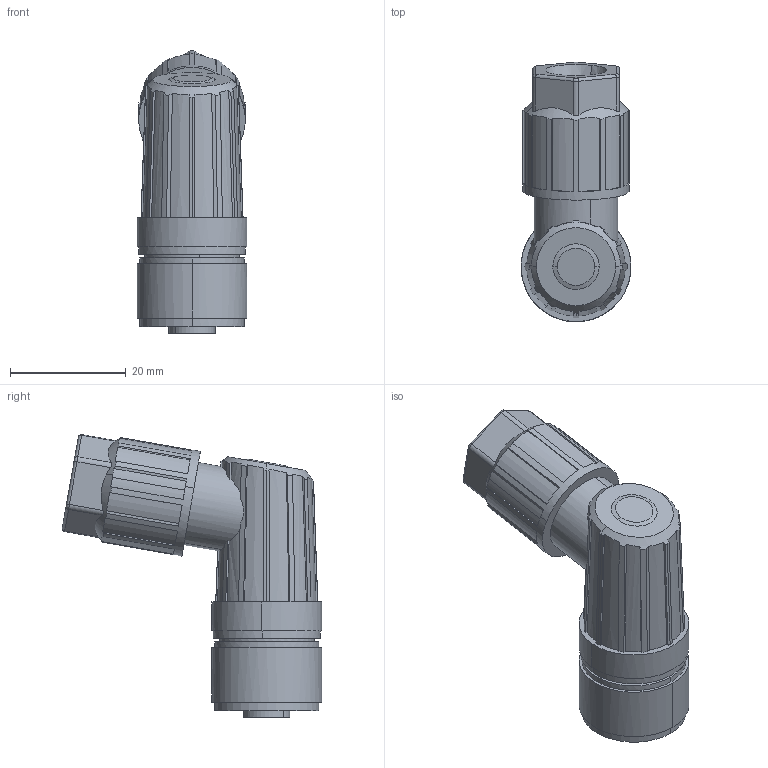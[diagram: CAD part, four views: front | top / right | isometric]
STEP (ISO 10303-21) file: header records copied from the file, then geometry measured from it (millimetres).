
FILE_DESCRIPTION(('CATIA V5 STEP Exchange','CAx-IF Rec.Pracs.--- Model Styling and Organization---1.4--- 2014-01-23'),'2;1');
FILE_NAME ('1142469-3_0', '2020-05-13T08:21:06+00:00', ('none'), ('Weidmueller'), 'CATIA Version 5-6 Release 2016 SP3 HF44', 'CATIA V5 STEP AP214', 'none');
FILE_SCHEMA(('AUTOMOTIVE_DESIGN { 1 0 10303 214 1 1 1 1 }'));
Length unit declared in the file: millimetre
Products named in the file (1): 2681590000
Bounding box: 18.99 x 44.84 x 48.88 mm (x, y, z)
Volume: 13482.3 mm3; surface area: 7657.9 mm2
Topology: 2 solids, 2 shells, 243 faces, 657 edges, 434 vertices
Faces by surface type: plane 114, cylinder 68, cone 55, bspline 6
Entity records: 8287 total; most frequent: CARTESIAN_POINT 2625, ORIENTED_EDGE 1314, DIRECTION 904, EDGE_CURVE 657, VERTEX_POINT 434, AXIS2_PLACEMENT_3D 404, VECTOR 264, LINE 264
